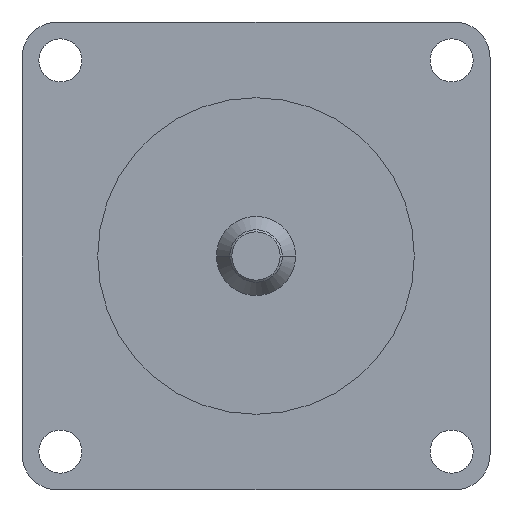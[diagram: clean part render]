
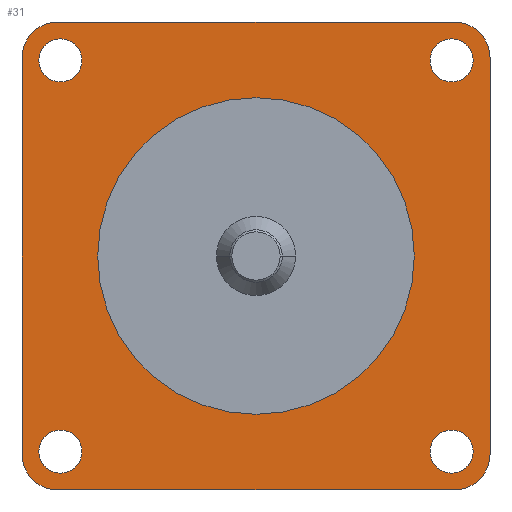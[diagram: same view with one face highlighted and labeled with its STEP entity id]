
A CAD part, front view. The second image highlights one B-rep face of the part: STEP entity #31.
In plain terms, the highlighted planar face has unit normal (0, -1, 0).
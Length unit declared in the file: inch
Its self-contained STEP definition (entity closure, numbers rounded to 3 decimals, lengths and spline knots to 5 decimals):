
#14=FACE_BOUND('',#150,.T.);
#15=FACE_BOUND('',#151,.T.);
#16=FACE_BOUND('',#152,.T.);
#17=FACE_BOUND('',#153,.T.);
#18=FACE_BOUND('',#154,.T.);
#31=ADVANCED_FACE('',(#90,#14,#15,#16,#17,#18),#1011,.T.);
#90=FACE_OUTER_BOUND('',#149,.T.);
#149=EDGE_LOOP('',(#241,#242,#243,#244,#245,#246,#247,#248));
#150=EDGE_LOOP('',(#249,#250));
#151=EDGE_LOOP('',(#251,#252));
#152=EDGE_LOOP('',(#253,#254));
#153=EDGE_LOOP('',(#255,#256));
#154=EDGE_LOOP('',(#257,#258));
#241=ORIENTED_EDGE('',*,*,#549,.T.);
#242=ORIENTED_EDGE('',*,*,#550,.T.);
#243=ORIENTED_EDGE('',*,*,#545,.T.);
#244=ORIENTED_EDGE('',*,*,#551,.T.);
#245=ORIENTED_EDGE('',*,*,#552,.T.);
#246=ORIENTED_EDGE('',*,*,#553,.T.);
#247=ORIENTED_EDGE('',*,*,#554,.T.);
#248=ORIENTED_EDGE('',*,*,#555,.T.);
#249=ORIENTED_EDGE('',*,*,#556,.F.);
#250=ORIENTED_EDGE('',*,*,#557,.F.);
#251=ORIENTED_EDGE('',*,*,#558,.F.);
#252=ORIENTED_EDGE('',*,*,#559,.F.);
#253=ORIENTED_EDGE('',*,*,#560,.F.);
#254=ORIENTED_EDGE('',*,*,#561,.F.);
#255=ORIENTED_EDGE('',*,*,#562,.F.);
#256=ORIENTED_EDGE('',*,*,#563,.F.);
#257=ORIENTED_EDGE('',*,*,#564,.F.);
#258=ORIENTED_EDGE('',*,*,#565,.F.);
#545=EDGE_CURVE('',#924,#923,#833,.T.);
#549=EDGE_CURVE('',#927,#928,#837,.T.);
#550=EDGE_CURVE('',#928,#924,#689,.T.);
#551=EDGE_CURVE('',#923,#929,#690,.T.);
#552=EDGE_CURVE('',#929,#930,#838,.T.);
#553=EDGE_CURVE('',#930,#931,#691,.T.);
#554=EDGE_CURVE('',#931,#932,#839,.T.);
#555=EDGE_CURVE('',#932,#927,#692,.T.);
#556=EDGE_CURVE('',#933,#934,#693,.T.);
#557=EDGE_CURVE('',#934,#933,#694,.T.);
#558=EDGE_CURVE('',#935,#936,#695,.T.);
#559=EDGE_CURVE('',#936,#935,#696,.T.);
#560=EDGE_CURVE('',#937,#938,#697,.T.);
#561=EDGE_CURVE('',#938,#937,#698,.T.);
#562=EDGE_CURVE('',#939,#940,#699,.T.);
#563=EDGE_CURVE('',#940,#939,#700,.T.);
#564=EDGE_CURVE('',#941,#942,#701,.T.);
#565=EDGE_CURVE('',#942,#941,#702,.T.);
#689=TRIMMED_CURVE($,#759,(#1755),(#1756),.T.,.CARTESIAN.);
#690=TRIMMED_CURVE($,#760,(#1758),(#1759),.T.,.CARTESIAN.);
#691=TRIMMED_CURVE($,#761,(#1763),(#1764),.T.,.CARTESIAN.);
#692=TRIMMED_CURVE($,#762,(#1768),(#1769),.T.,.CARTESIAN.);
#693=TRIMMED_CURVE($,#763,(#1771),(#1772),.T.,.CARTESIAN.);
#694=TRIMMED_CURVE($,#764,(#1774),(#1775),.T.,.CARTESIAN.);
#695=TRIMMED_CURVE($,#765,(#1777),(#1778),.T.,.CARTESIAN.);
#696=TRIMMED_CURVE($,#766,(#1780),(#1781),.T.,.CARTESIAN.);
#697=TRIMMED_CURVE($,#767,(#1783),(#1784),.T.,.CARTESIAN.);
#698=TRIMMED_CURVE($,#768,(#1786),(#1787),.T.,.CARTESIAN.);
#699=TRIMMED_CURVE($,#769,(#1789),(#1790),.T.,.CARTESIAN.);
#700=TRIMMED_CURVE($,#770,(#1792),(#1793),.T.,.CARTESIAN.);
#701=TRIMMED_CURVE($,#771,(#1795),(#1796),.T.,.CARTESIAN.);
#702=TRIMMED_CURVE($,#772,(#1798),(#1799),.T.,.CARTESIAN.);
#759=CIRCLE('',#1220,0.17);
#760=CIRCLE('',#1221,0.17);
#761=CIRCLE('',#1222,0.17);
#762=CIRCLE('',#1223,0.17);
#763=CIRCLE('',#1224,0.10236);
#764=CIRCLE('',#1225,0.10236);
#765=CIRCLE('',#1226,0.10236);
#766=CIRCLE('',#1227,0.10236);
#767=CIRCLE('',#1228,0.10236);
#768=CIRCLE('',#1229,0.10236);
#769=CIRCLE('',#1230,0.10236);
#770=CIRCLE('',#1231,0.10236);
#771=CIRCLE('',#1232,0.751);
#772=CIRCLE('',#1233,0.751);
#833=B_SPLINE_CURVE_WITH_KNOTS('',1,(#1744,#1745),.UNSPECIFIED.,.F.,.F.,
(2,2),(0.,1.88),.UNSPECIFIED.);
#837=B_SPLINE_CURVE_WITH_KNOTS('',1,(#1752,#1753),.UNSPECIFIED.,.F.,.F.,
(2,2),(0.,1.88),.UNSPECIFIED.);
#838=B_SPLINE_CURVE_WITH_KNOTS('',1,(#1760,#1761),.UNSPECIFIED.,.F.,.F.,
(2,2),(0.,1.88),.UNSPECIFIED.);
#839=B_SPLINE_CURVE_WITH_KNOTS('',1,(#1765,#1766),.UNSPECIFIED.,.F.,.F.,
(2,2),(0.,1.88),.UNSPECIFIED.);
#923=VERTEX_POINT('',#1610);
#924=VERTEX_POINT('',#1611);
#927=VERTEX_POINT('',#1614);
#928=VERTEX_POINT('',#1615);
#929=VERTEX_POINT('',#1616);
#930=VERTEX_POINT('',#1617);
#931=VERTEX_POINT('',#1618);
#932=VERTEX_POINT('',#1619);
#933=VERTEX_POINT('',#1620);
#934=VERTEX_POINT('',#1621);
#935=VERTEX_POINT('',#1622);
#936=VERTEX_POINT('',#1623);
#937=VERTEX_POINT('',#1624);
#938=VERTEX_POINT('',#1625);
#939=VERTEX_POINT('',#1626);
#940=VERTEX_POINT('',#1627);
#941=VERTEX_POINT('',#1628);
#942=VERTEX_POINT('',#1629);
#1011=PLANE('',#1163);
#1163=AXIS2_PLACEMENT_3D('',#1505,#1289,$);
#1220=AXIS2_PLACEMENT_3D($,#1754,#1354,#1355);
#1221=AXIS2_PLACEMENT_3D($,#1757,#1356,#1357);
#1222=AXIS2_PLACEMENT_3D($,#1762,#1358,#1359);
#1223=AXIS2_PLACEMENT_3D($,#1767,#1360,#1361);
#1224=AXIS2_PLACEMENT_3D($,#1770,#1362,#1363);
#1225=AXIS2_PLACEMENT_3D($,#1773,#1364,#1365);
#1226=AXIS2_PLACEMENT_3D($,#1776,#1366,#1367);
#1227=AXIS2_PLACEMENT_3D($,#1779,#1368,#1369);
#1228=AXIS2_PLACEMENT_3D($,#1782,#1370,#1371);
#1229=AXIS2_PLACEMENT_3D($,#1785,#1372,#1373);
#1230=AXIS2_PLACEMENT_3D($,#1788,#1374,#1375);
#1231=AXIS2_PLACEMENT_3D($,#1791,#1376,#1377);
#1232=AXIS2_PLACEMENT_3D($,#1794,#1378,#1379);
#1233=AXIS2_PLACEMENT_3D($,#1797,#1380,#1381);
#1289=DIRECTION('',(0.,-1.,0.));
#1354=DIRECTION('',(0.,-1.,0.));
#1355=DIRECTION('',(-1.,0.,0.));
#1356=DIRECTION('',(0.,-1.,0.));
#1357=DIRECTION('',(0.,0.,-1.));
#1358=DIRECTION('',(0.,-1.,0.));
#1359=DIRECTION('',(1.,0.,0.));
#1360=DIRECTION('',(0.,-1.,0.));
#1361=DIRECTION('',(0.,0.,1.));
#1362=DIRECTION('',(0.,-1.,0.));
#1363=DIRECTION('',(-1.,0.,0.));
#1364=DIRECTION('',(0.,-1.,0.));
#1365=DIRECTION('',(1.,0.,0.));
#1366=DIRECTION('',(0.,-1.,0.));
#1367=DIRECTION('',(-1.,0.,0.));
#1368=DIRECTION('',(0.,-1.,0.));
#1369=DIRECTION('',(1.,0.,0.));
#1370=DIRECTION('',(0.,-1.,0.));
#1371=DIRECTION('',(-1.,0.,0.));
#1372=DIRECTION('',(0.,-1.,0.));
#1373=DIRECTION('',(1.,0.,0.));
#1374=DIRECTION('',(0.,-1.,0.));
#1375=DIRECTION('',(-1.,0.,0.));
#1376=DIRECTION('',(0.,-1.,0.));
#1377=DIRECTION('',(1.,0.,0.));
#1378=DIRECTION('',(0.,-1.,0.));
#1379=DIRECTION('',(-1.,0.,0.));
#1380=DIRECTION('',(0.,-1.,0.));
#1381=DIRECTION('',(1.,0.,0.));
#1505=CARTESIAN_POINT('',(-0.4092,-1.98146,-0.23225));
#1610=CARTESIAN_POINT('',(1.6408,-1.98146,-0.23225));
#1611=CARTESIAN_POINT('',(-0.2392,-1.98146,-0.23225));
#1614=CARTESIAN_POINT('',(-0.4092,-1.98146,1.81775));
#1615=CARTESIAN_POINT('',(-0.4092,-1.98146,-0.06225));
#1616=CARTESIAN_POINT('',(1.8108,-1.98146,-0.06225));
#1617=CARTESIAN_POINT('',(1.8108,-1.98146,1.81775));
#1618=CARTESIAN_POINT('',(1.6408,-1.98146,1.98775));
#1619=CARTESIAN_POINT('',(-0.2392,-1.98146,1.98775));
#1620=CARTESIAN_POINT('',(-0.32956,-1.98146,-0.05025));
#1621=CARTESIAN_POINT('',(-0.12484,-1.98146,-0.05025));
#1622=CARTESIAN_POINT('',(1.52644,-1.98146,-0.05025));
#1623=CARTESIAN_POINT('',(1.73116,-1.98146,-0.05025));
#1624=CARTESIAN_POINT('',(1.52644,-1.98146,1.80575));
#1625=CARTESIAN_POINT('',(1.73116,-1.98146,1.80575));
#1626=CARTESIAN_POINT('',(-0.32956,-1.98146,1.80575));
#1627=CARTESIAN_POINT('',(-0.12484,-1.98146,1.80575));
#1628=CARTESIAN_POINT('',(-0.0502,-1.98146,0.87775));
#1629=CARTESIAN_POINT('',(1.4518,-1.98146,0.87775));
#1744=CARTESIAN_POINT('',(-0.2392,-1.98146,-0.23225));
#1745=CARTESIAN_POINT('',(1.6408,-1.98146,-0.23225));
#1752=CARTESIAN_POINT('',(-0.4092,-1.98146,1.81775));
#1753=CARTESIAN_POINT('',(-0.4092,-1.98146,-0.06225));
#1754=CARTESIAN_POINT('',(-0.2392,-1.98146,-0.06225));
#1755=CARTESIAN_POINT('',(-0.4092,-1.98146,-0.06225));
#1756=CARTESIAN_POINT('',(-0.2392,-1.98146,-0.23225));
#1757=CARTESIAN_POINT('',(1.6408,-1.98146,-0.06225));
#1758=CARTESIAN_POINT('',(1.6408,-1.98146,-0.23225));
#1759=CARTESIAN_POINT('',(1.8108,-1.98146,-0.06225));
#1760=CARTESIAN_POINT('',(1.8108,-1.98146,-0.06225));
#1761=CARTESIAN_POINT('',(1.8108,-1.98146,1.81775));
#1762=CARTESIAN_POINT('',(1.6408,-1.98146,1.81775));
#1763=CARTESIAN_POINT('',(1.8108,-1.98146,1.81775));
#1764=CARTESIAN_POINT('',(1.6408,-1.98146,1.98775));
#1765=CARTESIAN_POINT('',(1.6408,-1.98146,1.98775));
#1766=CARTESIAN_POINT('',(-0.2392,-1.98146,1.98775));
#1767=CARTESIAN_POINT('',(-0.2392,-1.98146,1.81775));
#1768=CARTESIAN_POINT('',(-0.2392,-1.98146,1.98775));
#1769=CARTESIAN_POINT('',(-0.4092,-1.98146,1.81775));
#1770=CARTESIAN_POINT('',(-0.2272,-1.98146,-0.05025));
#1771=CARTESIAN_POINT('',(-0.32956,-1.98146,-0.05025));
#1772=CARTESIAN_POINT('',(-0.12484,-1.98146,-0.05025));
#1773=CARTESIAN_POINT('',(-0.2272,-1.98146,-0.05025));
#1774=CARTESIAN_POINT('',(-0.12484,-1.98146,-0.05025));
#1775=CARTESIAN_POINT('',(-0.32956,-1.98146,-0.05025));
#1776=CARTESIAN_POINT('',(1.6288,-1.98146,-0.05025));
#1777=CARTESIAN_POINT('',(1.52644,-1.98146,-0.05025));
#1778=CARTESIAN_POINT('',(1.73116,-1.98146,-0.05025));
#1779=CARTESIAN_POINT('',(1.6288,-1.98146,-0.05025));
#1780=CARTESIAN_POINT('',(1.73116,-1.98146,-0.05025));
#1781=CARTESIAN_POINT('',(1.52644,-1.98146,-0.05025));
#1782=CARTESIAN_POINT('',(1.6288,-1.98146,1.80575));
#1783=CARTESIAN_POINT('',(1.52644,-1.98146,1.80575));
#1784=CARTESIAN_POINT('',(1.73116,-1.98146,1.80575));
#1785=CARTESIAN_POINT('',(1.6288,-1.98146,1.80575));
#1786=CARTESIAN_POINT('',(1.73116,-1.98146,1.80575));
#1787=CARTESIAN_POINT('',(1.52644,-1.98146,1.80575));
#1788=CARTESIAN_POINT('',(-0.2272,-1.98146,1.80575));
#1789=CARTESIAN_POINT('',(-0.32956,-1.98146,1.80575));
#1790=CARTESIAN_POINT('',(-0.12484,-1.98146,1.80575));
#1791=CARTESIAN_POINT('',(-0.2272,-1.98146,1.80575));
#1792=CARTESIAN_POINT('',(-0.12484,-1.98146,1.80575));
#1793=CARTESIAN_POINT('',(-0.32956,-1.98146,1.80575));
#1794=CARTESIAN_POINT('',(0.7008,-1.98146,0.87775));
#1795=CARTESIAN_POINT('',(-0.0502,-1.98146,0.87775));
#1796=CARTESIAN_POINT('',(1.4518,-1.98146,0.87775));
#1797=CARTESIAN_POINT('',(0.7008,-1.98146,0.87775));
#1798=CARTESIAN_POINT('',(1.4518,-1.98146,0.87775));
#1799=CARTESIAN_POINT('',(-0.0502,-1.98146,0.87775));
